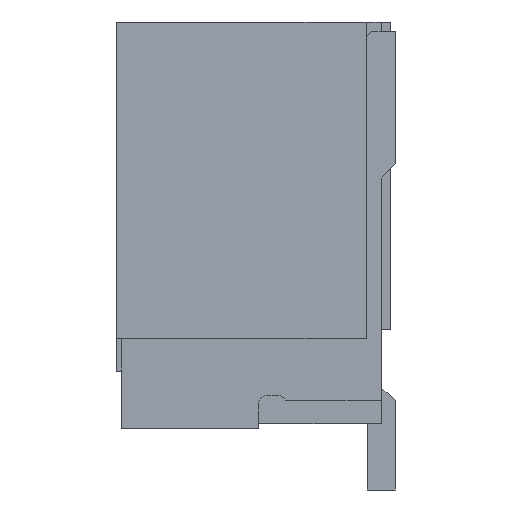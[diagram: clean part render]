
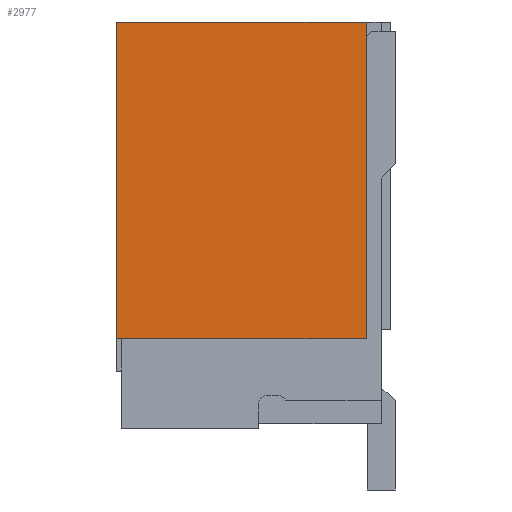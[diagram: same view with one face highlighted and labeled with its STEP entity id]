
A CAD part, left-side view. The second image highlights one B-rep face of the part: STEP entity #2977.
In plain terms, the highlighted planar face has unit normal (-1, 0, 0).
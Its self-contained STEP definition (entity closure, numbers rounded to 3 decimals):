
#96=DIRECTION('',(0.,0.,-1.));
#97=VECTOR('',#96,3.35);
#98=CARTESIAN_POINT('',(-3.15,1.45,0.));
#99=LINE('',#98,#97);
#354=DIRECTION('',(0.,0.,-1.));
#355=VECTOR('',#354,3.35);
#356=CARTESIAN_POINT('',(-3.15,-1.19,0.));
#357=LINE('',#356,#355);
#358=DIRECTION('',(0.,-1.,0.));
#359=VECTOR('',#358,2.64);
#360=CARTESIAN_POINT('',(-3.15,1.45,0.));
#361=LINE('',#360,#359);
#366=DIRECTION('',(0.,-1.,0.));
#367=VECTOR('',#366,2.64);
#368=CARTESIAN_POINT('',(-3.15,1.45,-3.35));
#369=LINE('',#368,#367);
#1984=CARTESIAN_POINT('',(-3.15,1.45,0.));
#1985=CARTESIAN_POINT('',(-3.15,1.45,-3.35));
#1986=VERTEX_POINT('',#1984);
#1987=VERTEX_POINT('',#1985);
#1996=CARTESIAN_POINT('',(-3.15,-1.19,0.));
#1997=CARTESIAN_POINT('',(-3.15,-1.19,-3.35));
#1998=VERTEX_POINT('',#1996);
#1999=VERTEX_POINT('',#1997);
#2964=CARTESIAN_POINT('',(-3.15,1.45,0.));
#2965=DIRECTION('',(-1.,0.,0.));
#2966=DIRECTION('',(0.,0.,-1.));
#2967=AXIS2_PLACEMENT_3D('',#2964,#2965,#2966);
#2968=PLANE('',#2967);
#2969=ORIENTED_EDGE('',*,*,#2954,.T.);
#2971=ORIENTED_EDGE('',*,*,#2970,.F.);
#2972=ORIENTED_EDGE('',*,*,#2635,.F.);
#2974=ORIENTED_EDGE('',*,*,#2973,.T.);
#2975=EDGE_LOOP('',(#2969,#2971,#2972,#2974));
#2976=FACE_OUTER_BOUND('',#2975,.F.);
#2977=ADVANCED_FACE('',(#2976),#2968,.T.);
#2635=EDGE_CURVE('',#1986,#1987,#99,.T.);
#2954=EDGE_CURVE('',#1998,#1999,#357,.T.);
#2970=EDGE_CURVE('',#1987,#1999,#369,.T.);
#2973=EDGE_CURVE('',#1986,#1998,#361,.T.);
